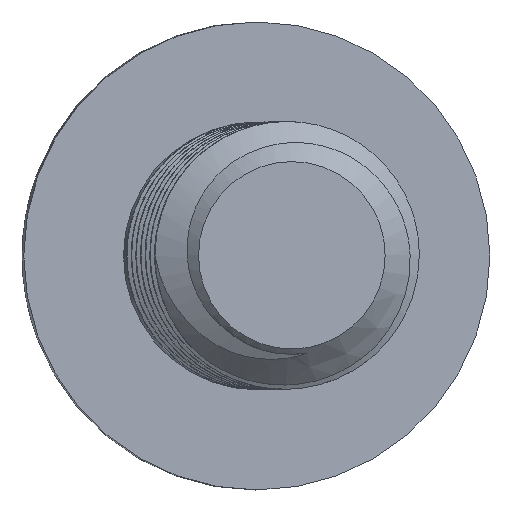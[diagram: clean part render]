
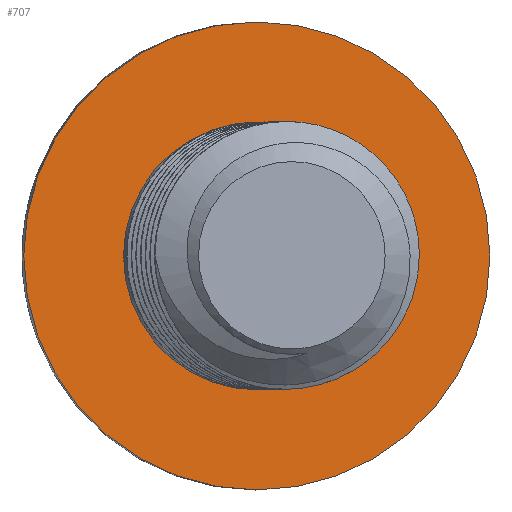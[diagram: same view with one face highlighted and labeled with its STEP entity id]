
A CAD part, top view. The second image highlights one B-rep face of the part: STEP entity #707.
In plain terms, the highlighted planar face has unit normal (0.087, 0, 0.996).
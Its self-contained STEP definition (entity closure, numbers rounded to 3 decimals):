
#16=PLANE('',#797);
#34=FACE_BOUND('',#134,.T.);
#85=FACE_OUTER_BOUND('',#133,.T.);
#133=EDGE_LOOP('',(#605));
#134=EDGE_LOOP('',(#606,#607,#608));
#154=CIRCLE('',#753,3.175);
#158=CIRCLE('',#772,3.175);
#159=CIRCLE('',#774,3.175);
#169=CIRCLE('',#788,5.55);
#295=VERTEX_POINT('',#1094);
#297=VERTEX_POINT('',#1097);
#328=VERTEX_POINT('',#2118);
#340=VERTEX_POINT('',#2168);
#361=EDGE_CURVE('',#297,#295,#154,.T.);
#408=EDGE_CURVE('',#328,#297,#158,.T.);
#411=EDGE_CURVE('',#295,#328,#159,.T.);
#424=EDGE_CURVE('',#340,#340,#169,.T.);
#605=ORIENTED_EDGE('',*,*,#424,.F.);
#606=ORIENTED_EDGE('',*,*,#361,.T.);
#607=ORIENTED_EDGE('',*,*,#411,.T.);
#608=ORIENTED_EDGE('',*,*,#408,.T.);
#707=ADVANCED_FACE('',(#85,#34),#16,.F.);
#753=AXIS2_PLACEMENT_3D('',#1098,#829,#830);
#772=AXIS2_PLACEMENT_3D('',#2119,#880,#881);
#774=AXIS2_PLACEMENT_3D('',#2139,#884,#885);
#788=AXIS2_PLACEMENT_3D('',#2170,#914,#915);
#797=AXIS2_PLACEMENT_3D('',#2796,#933,#934);
#829=DIRECTION('center_axis',(-0.087,0.,
-0.996));
#830=DIRECTION('ref_axis',(-0.996,0.,0.087));
#880=DIRECTION('center_axis',(-0.087,0.,
-0.996));
#881=DIRECTION('ref_axis',(-0.996,0.,0.087));
#884=DIRECTION('center_axis',(-0.087,0.,
-0.996));
#885=DIRECTION('ref_axis',(-0.996,0.,0.087));
#914=DIRECTION('center_axis',(-0.087,0.,
-0.996));
#915=DIRECTION('ref_axis',(-0.996,0.,0.087));
#933=DIRECTION('center_axis',(-0.087,0.,
-0.996));
#934=DIRECTION('ref_axis',(-0.996,0.,0.087));
#1094=CARTESIAN_POINT('',(4.068,0.,79.197));
#1097=CARTESIAN_POINT('',(0.905,-3.175,79.474));
#1098=CARTESIAN_POINT('Origin',(0.905,0.,
79.474));
#2118=CARTESIAN_POINT('',(3.142,-2.245,79.278));
#2119=CARTESIAN_POINT('Origin',(0.905,0.,
79.474));
#2139=CARTESIAN_POINT('Origin',(0.905,0.,
79.474));
#2168=CARTESIAN_POINT('',(6.434,0.,78.99));
#2170=CARTESIAN_POINT('Origin',(0.905,0.,
79.474));
#2796=CARTESIAN_POINT('Origin',(0.905,5.55,79.474));
